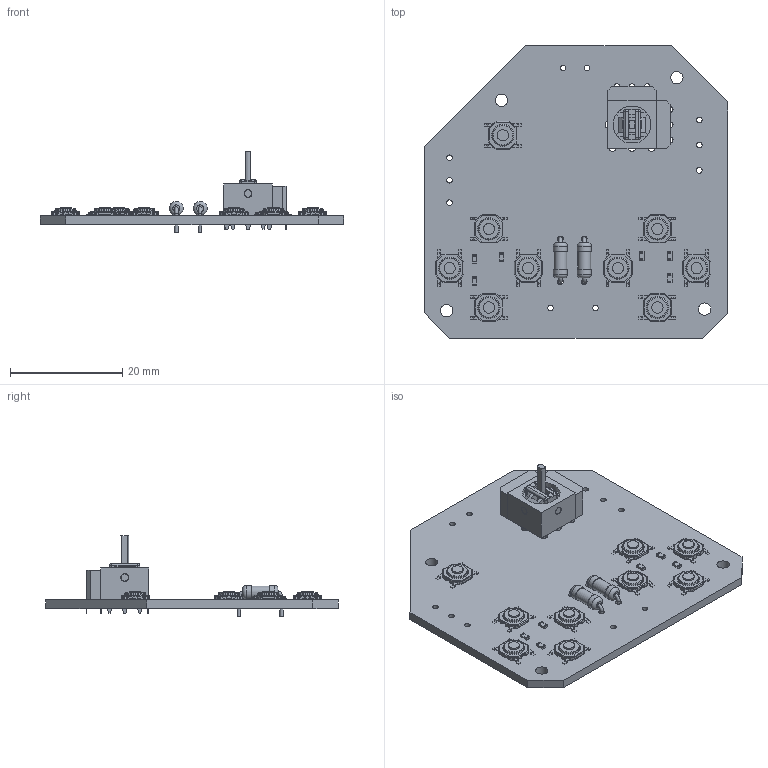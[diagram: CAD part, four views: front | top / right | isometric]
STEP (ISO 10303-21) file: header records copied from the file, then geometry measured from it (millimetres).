
FILE_DESCRIPTION(('KiCad electronic assembly'),'2;1');
FILE_NAME('phoenix_optimized_final.step','2024-09-12T19:28:39',('Pcbnew' ),('Kicad'),'Open CASCADE STEP processor 7.7', 'KiCad to STEP converter','Unknown');
FILE_SCHEMA(('AUTOMOTIVE_DESIGN { 1 0 10303 214 1 1 1 1 }'));
Length unit declared in the file: millimetre
Products named in the file (10): phoenix_optimized_final 1; R_Axial_DIN0207_L6.3mm_D2.5mm_P7.62mm_Horizontal; SOLID; FJ06K-S joystick v1; COMPOUND; TL3342F260QG; R_0603_1608Metric; phoenix_optimized PCB
Assembly tree (23 placements, depth 3):
  phoenix_optimized_final 1
    R_Axial_DIN0207_L6.3mm_D2.5mm_P7.62mm_Horizontal  x2
      SOLID
    FJ06K-S joystick v1
      COMPOUND
    TL3342F260QG  x9
      SOLID
    R_0603_1608Metric  x6
      SOLID
    phoenix_optimized PCB
Bounding box: 54 x 52.12 x 14.35 mm (x, y, z)
Volume: 4788.6 mm3; surface area: 7441.7 mm2
Topology: 37 solids, 37 shells, 1675 faces, 4159 edges, 2619 vertices
Faces by surface type: plane 1218, cylinder 418, torus 26, cone 9, bspline 4
Full cylindrical faces by diameter (mm): 0.38 x1, 0.4 x3, 0.6 x4, 1 x20, 1.3 x10, 1.4 x4, 2 x9, 2.2 x4, 2.25 x2, 2.5 x4
Entity records: 29943 total; most frequent: CARTESIAN_POINT 8207, DIRECTION 4010, LINE 2587, VECTOR 2587, ORIENTED_EDGE 2064, PCURVE 2064, DEFINITIONAL_REPRESENTATION 2064, EDGE_CURVE 1032
